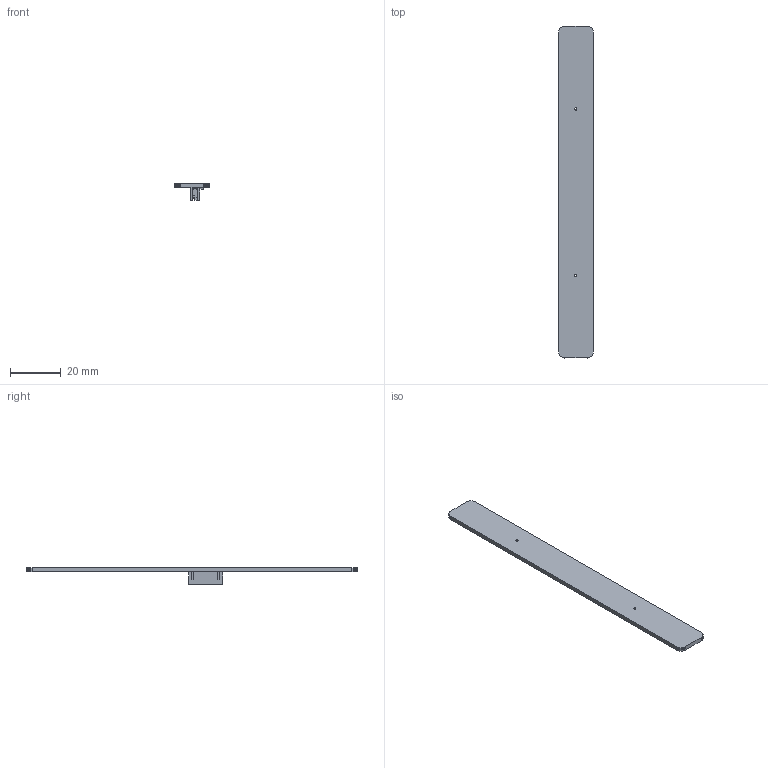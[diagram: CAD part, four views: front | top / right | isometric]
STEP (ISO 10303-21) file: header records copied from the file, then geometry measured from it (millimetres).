
FILE_DESCRIPTION(('Open CASCADE Model'),'2;1');
FILE_NAME('Open CASCADE Shape Model','2017-04-09T10:30:50',('Author'),( 'Open CASCADE'),'Open CASCADE STEP processor 6.2','Open CASCADE 6.2' ,'Unknown');
FILE_SCHEMA(('AUTOMOTIVE_DESIGN { 1 0 10303 214 1 1 1 1 }'));
Length unit declared in the file: millimetre
Products named in the file (4): PCB; Board; J1; B7B-ZR-SM4-TF
Assembly tree (3 placements, depth 3):
  PCB
    Board
    J1
      B7B-ZR-SM4-TF
Bounding box: 13.62 x 130.64 x 6.67 mm (x, y, z)
Volume: 3108 mm3; surface area: 4446 mm2
Topology: 2 solids, 2 shells, 148 faces, 403 edges, 262 vertices
Faces by surface type: plane 118, cylinder 30
Full cylindrical faces by diameter (mm): 0.9 x2
Entity records: 10923 total; most frequent: CARTESIAN_POINT 2165, DIRECTION 1443, LINE 977, VECTOR 977, ORIENTED_EDGE 806, PCURVE 806, DEFINITIONAL_REPRESENTATION 806, EDGE_CURVE 403
